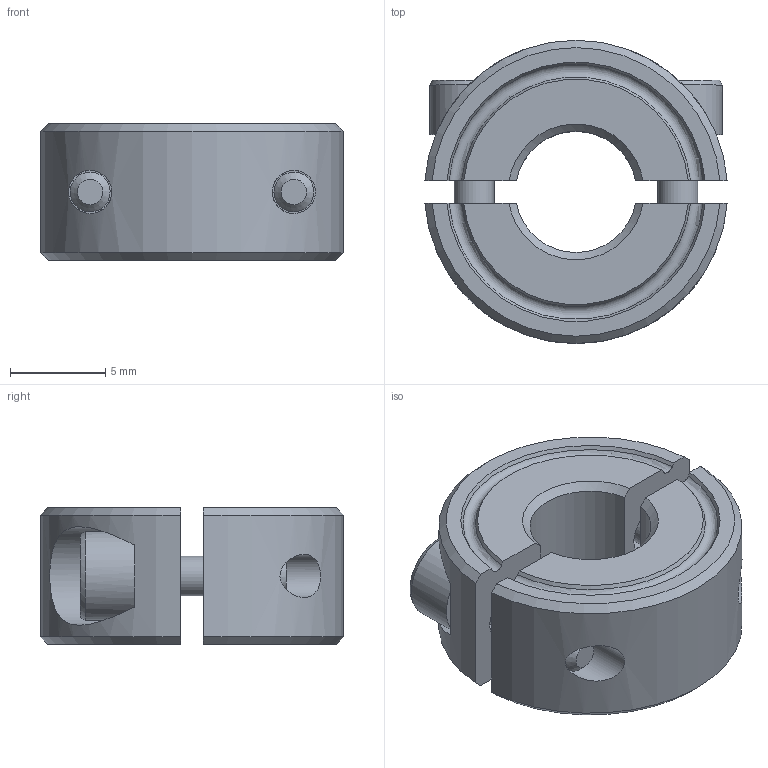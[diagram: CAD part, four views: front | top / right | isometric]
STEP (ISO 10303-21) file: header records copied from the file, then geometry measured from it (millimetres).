
FILE_DESCRIPTION(/* description */ (''),/* implementation_level */ '2;1');
FILE_NAME(/* name */ 'MISC_ShaftCollar_SP-4-A.ipt.stp',/* time_stamp */ '2016-01-07T16:45:54-08:00',/* author */ ('Autodesk Inc.'),/* organization */ ('Autodesk Inc.'),/* preprocessor_version */ 'ST-DEVELOPER v16.1',/* originating_system */ 'Autodesk Inventor 2016',/* authorisation */ '');
FILE_SCHEMA (('AUTOMOTIVE_DESIGN { 1 0 10303 214 3 1 1 }'));
Length unit declared in the file: inch
Products named in the file (1): MISC_ShaftCollar_SP-4-A
Bounding box: 15.83 x 15.88 x 7.14 mm (x, y, z)
Volume: 1038.1 mm3; surface area: 1259.3 mm2
Topology: 2 solids, 2 shells, 66 faces, 162 edges, 108 vertices
Faces by surface type: plane 34, cone 16, cylinder 14, torus 2
Full cylindrical faces by diameter (mm): 2.088 x2, 2.261 x2, 3.048 x2, 4.648 x2
Entity records: 2120 total; most frequent: CARTESIAN_POINT 539, DIRECTION 296, ORIENTED_EDGE 294, EDGE_CURVE 147, AXIS2_PLACEMENT_3D 113, VERTEX_POINT 105, EDGE_LOOP 90, LINE 70
